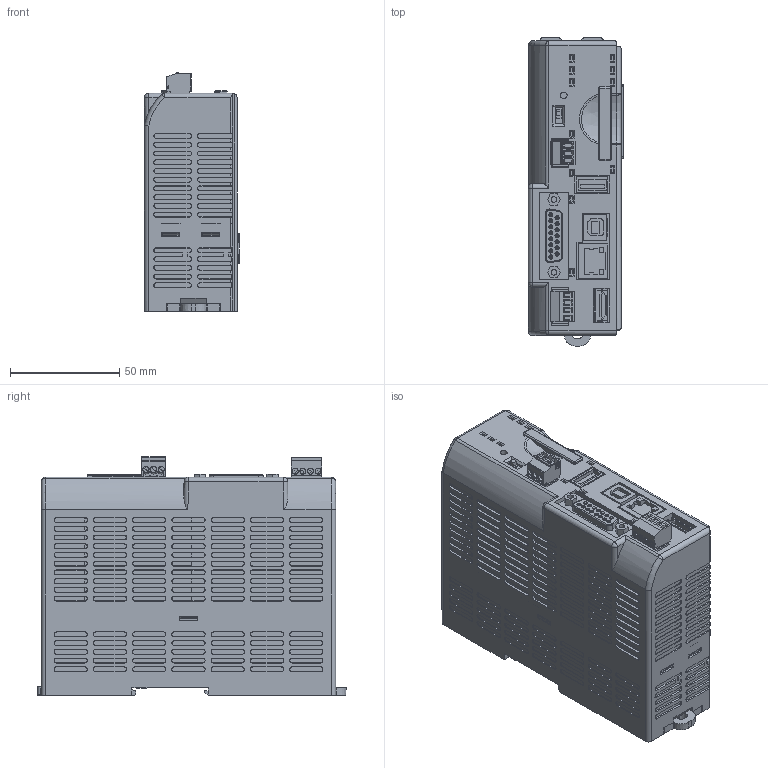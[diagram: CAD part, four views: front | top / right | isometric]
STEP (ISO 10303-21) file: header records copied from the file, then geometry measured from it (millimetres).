
FILE_DESCRIPTION (( 'STEP AP214' ), '1' );
FILE_NAME ('EA9_RHMI.STEP', '2018-09-13T14:20:47', ( '' ), ( '' ), 'SwSTEP 2.0', 'SolidWorks 2017', '' );
FILE_SCHEMA (( 'AUTOMOTIVE_DESIGN' ));
Length unit declared in the file: inch
Products named in the file (1): EA9_RHMI
Bounding box: 43.7 x 141.24 x 109.5 mm (x, y, z)
Volume: 549741.2 mm3; surface area: 65197.7 mm2
Topology: 1 solids, 35 shells, 2979 faces, 7904 edges, 5197 vertices
Faces by surface type: plane 2268, cone 341, cylinder 316, torus 33, sphere 12, bspline 9
Full cylindrical faces by diameter (mm): 0.457 x1, 0.8 x4, 1 x19, 2.5 x3, 2.6 x2, 2.8 x7, 2.9 x3
Entity records: 91359 total; most frequent: CARTESIAN_POINT 17918, ORIENTED_EDGE 15568, DIRECTION 14435, EDGE_CURVE 7784, LINE 6109, VECTOR 6109, VERTEX_POINT 5156, AXIS2_PLACEMENT_3D 4163
